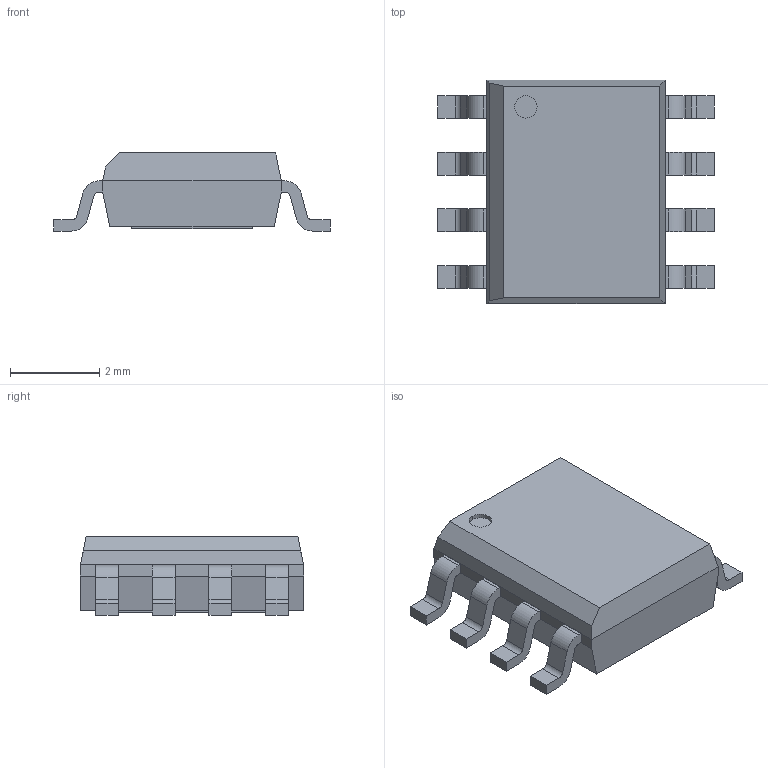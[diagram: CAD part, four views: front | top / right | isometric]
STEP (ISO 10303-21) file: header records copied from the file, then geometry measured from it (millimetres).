
FILE_DESCRIPTION((''),'2;1');
FILE_NAME('SOIC127P600X175-9N-R271X335.stp','2012-04-26T11:20:11',(''),(''),'Mechanical Desktop 2011','Mechanical Desktop 2011',', , ');
FILE_SCHEMA(('AUTOMOTIVE_DESIGN { 1 2 10303 214 1 1 1 1 }'));
Length unit declared in the file: millimetre
Products named in the file (1): Product
Bounding box: 6.2 x 5 x 1.75 mm (x, y, z)
Volume: 33.6 mm3; surface area: 106.2 mm2
Topology: 10 solids, 10 shells, 134 faces, 335 edges, 222 vertices
Faces by surface type: plane 60, bspline 56, cylinder 18
Entity records: 4226 total; most frequent: CARTESIAN_POINT 1084, ORIENTED_EDGE 670, DIRECTION 561, EDGE_CURVE 335, VECTOR 267, LINE 267, VERTEX_POINT 222, AXIS2_PLACEMENT_3D 147
